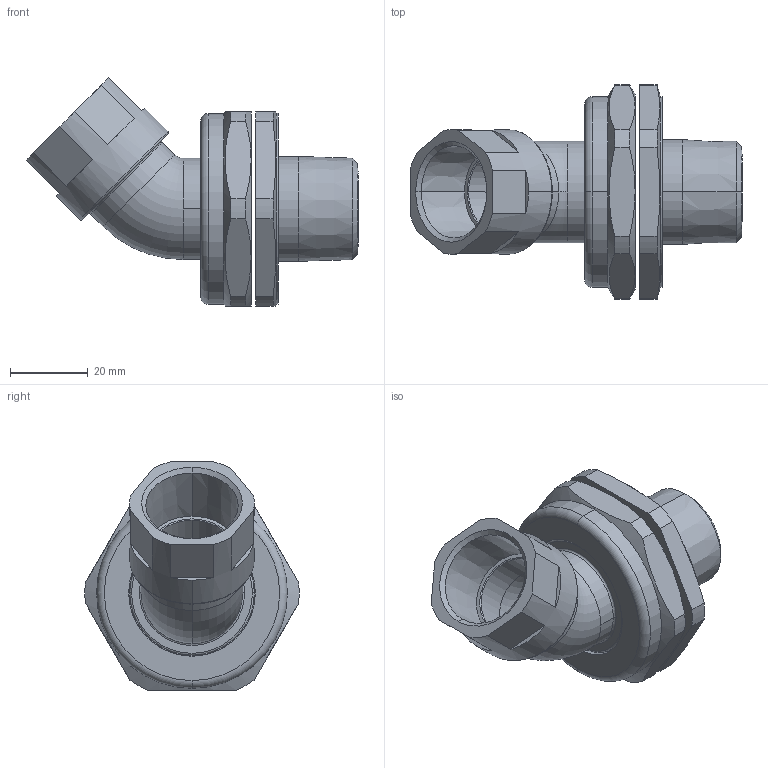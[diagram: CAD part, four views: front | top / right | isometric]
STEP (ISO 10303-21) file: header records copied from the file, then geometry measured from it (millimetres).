
FILE_DESCRIPTION (( 'STEP AP203' ), '1' );
FILE_NAME ('PX784REXDT2T2.STEP', '2019-05-20T11:53:57', ( '' ), ( '' ), 'SwSTEP 2.0', 'SolidWorks 2017', '' );
FILE_SCHEMA (( 'CONFIG_CONTROL_DESIGN' ));
Length unit declared in the file: millimetre
Products named in the file (1): PX784REXDT2T2
Bounding box: 85.23 x 54.97 x 58.68 mm (x, y, z)
Surface area: 20033.3 mm2 (no closed solid volume)
Topology: 0 solids, 5 shells, 107 faces, 262 edges, 166 vertices
Faces by surface type: plane 35, cylinder 32, cone 26, torus 14
Entity records: 3389 total; most frequent: CARTESIAN_POINT 728, DIRECTION 590, ORIENTED_EDGE 504, EDGE_CURVE 262, AXIS2_PLACEMENT_3D 248, VERTEX_POINT 166, CIRCLE 140, EDGE_LOOP 118
